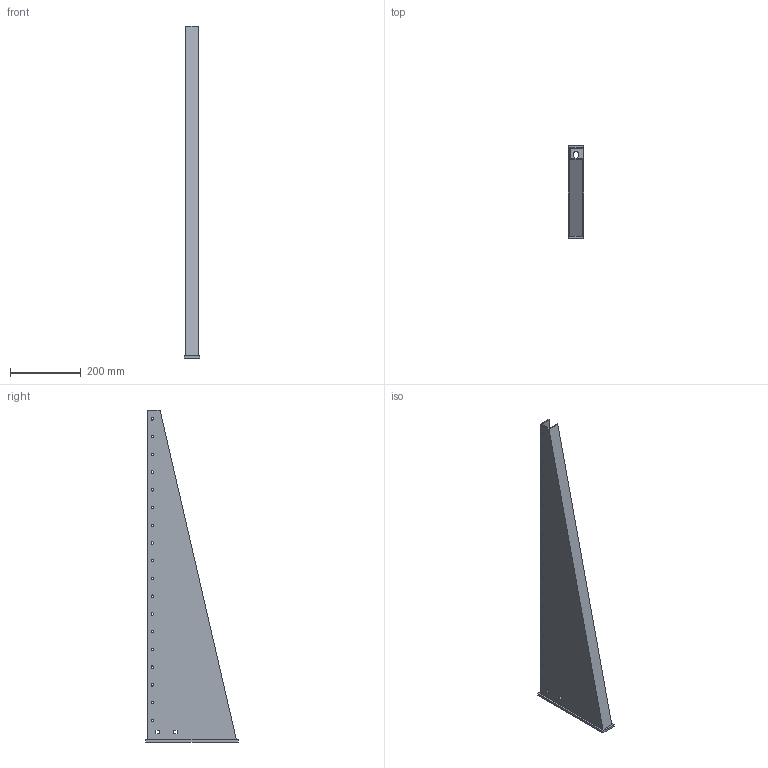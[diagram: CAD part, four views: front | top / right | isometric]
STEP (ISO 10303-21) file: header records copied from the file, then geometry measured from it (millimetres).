
FILE_DESCRIPTION (( 'STEP AP214' ), '1' );
FILE_NAME ('岓臍 192.11.00-07.STEP', '2023-06-15T12:01:03', ( '' ), ( '' ), 'SwSTEP 2.0', 'SolidWorks 2022', '' );
FILE_SCHEMA (( 'AUTOMOTIVE_DESIGN' ));
Length unit declared in the file: millimetre
Products named in the file (1): КИВА 192.11.00-07
Bounding box: 45 x 260 x 936 mm (x, y, z)
Volume: 629118.3 mm3; surface area: 413178.7 mm2
Topology: 1 solids, 1 shells, 152 faces, 447 edges, 298 vertices
Faces by surface type: cylinder 91, plane 61
Entity records: 5323 total; most frequent: DIRECTION 935, CARTESIAN_POINT 898, ORIENTED_EDGE 894, EDGE_CURVE 447, AXIS2_PLACEMENT_3D 335, VERTEX_POINT 298, VECTOR 265, LINE 265
